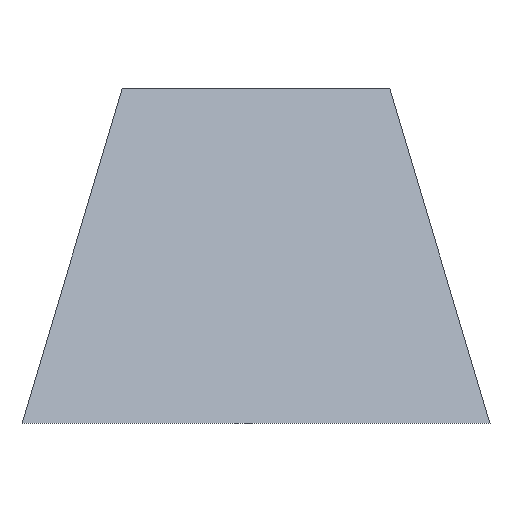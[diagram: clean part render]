
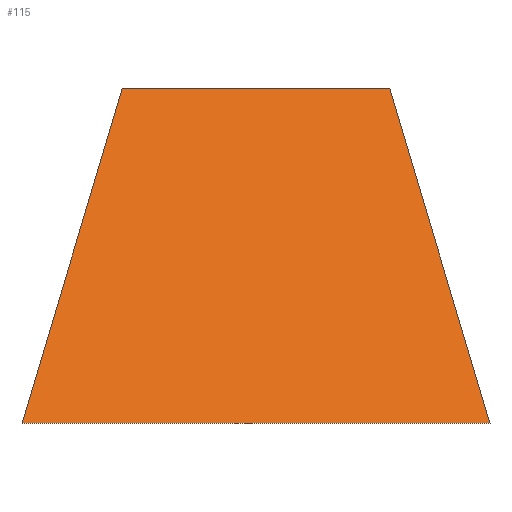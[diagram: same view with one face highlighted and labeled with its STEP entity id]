
A CAD part, front view. The second image highlights one B-rep face of the part: STEP entity #115.
In plain terms, the highlighted planar face has unit normal (0, -0.928, 0.371).
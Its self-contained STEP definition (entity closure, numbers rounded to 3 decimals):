
#62=CARTESIAN_POINT('Vertex',(-177.8,-152.4,0.)) ;
#74=CARTESIAN_POINT('Vertex',(177.8,-152.4,0.)) ;
#78=CARTESIAN_POINT('Control Point',(-177.8,-152.4,0.)) ;
#79=CARTESIAN_POINT('Control Point',(177.8,-152.4,0.)) ;
#88=CARTESIAN_POINT('Axis2P3D Location',(-179.934,-50.8,254.)) ;
#94=CARTESIAN_POINT('Control Point',(177.8,-152.4,0.)) ;
#95=CARTESIAN_POINT('Control Point',(101.6,-50.8,254.)) ;
#96=CARTESIAN_POINT('Vertex',(101.6,-50.8,254.)) ;
#100=CARTESIAN_POINT('Control Point',(101.6,-50.8,254.)) ;
#101=CARTESIAN_POINT('Control Point',(-101.6,-50.8,254.)) ;
#102=CARTESIAN_POINT('Vertex',(-101.6,-50.8,254.)) ;
#106=CARTESIAN_POINT('Control Point',(-101.6,-50.8,254.)) ;
#107=CARTESIAN_POINT('Control Point',(-177.8,-152.4,0.)) ;
#89=DIRECTION('Axis2P3D Direction',(-0.,-0.928,0.371)) ;
#90=DIRECTION('Axis2P3D XDirection',(0.,-0.371,-0.928)) ;
#91=AXIS2_PLACEMENT_3D('Plane Axis2P3D',#88,#89,#90) ;
#110=ORIENTED_EDGE('',*,*,#80,.T.) ;
#111=ORIENTED_EDGE('',*,*,#98,.F.) ;
#112=ORIENTED_EDGE('',*,*,#104,.T.) ;
#113=ORIENTED_EDGE('',*,*,#108,.T.) ;
#115=ADVANCED_FACE('PartBody',(#114),#92,.T.) ;
#77=B_SPLINE_CURVE_WITH_KNOTS('',1,(#78,#79),.UNSPECIFIED.,.F.,.U.,(2,2),(0.,355.6),.UNSPECIFIED.) ;
#93=B_SPLINE_CURVE_WITH_KNOTS('',1,(#94,#95),.UNSPECIFIED.,.F.,.U.,(2,2),(0.,283.981),.UNSPECIFIED.) ;
#99=B_SPLINE_CURVE_WITH_KNOTS('',1,(#100,#101),.UNSPECIFIED.,.F.,.U.,(2,2),(0.,203.2),.UNSPECIFIED.) ;
#105=B_SPLINE_CURVE_WITH_KNOTS('',1,(#106,#107),.UNSPECIFIED.,.F.,.U.,(2,2),(0.,283.981),.UNSPECIFIED.) ;
#80=EDGE_CURVE('',#63,#75,#77,.T.) ;
#98=EDGE_CURVE('',#97,#75,#93,.F.) ;
#104=EDGE_CURVE('',#97,#103,#99,.T.) ;
#108=EDGE_CURVE('',#103,#63,#105,.T.) ;
#109=EDGE_LOOP('',(#110,#111,#112,#113)) ;
#114=FACE_OUTER_BOUND('',#109,.T.) ;
#92=PLANE('Plane',#91) ;
#63=VERTEX_POINT('',#62) ;
#75=VERTEX_POINT('',#74) ;
#97=VERTEX_POINT('',#96) ;
#103=VERTEX_POINT('',#102) ;
